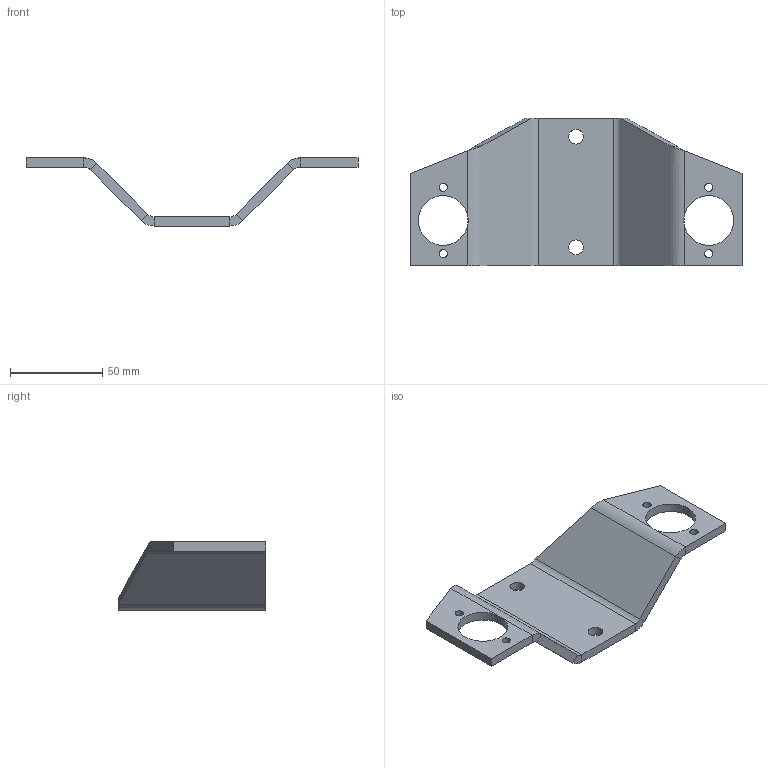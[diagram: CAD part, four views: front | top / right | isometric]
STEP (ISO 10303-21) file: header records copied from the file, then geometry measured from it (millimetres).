
FILE_DESCRIPTION(/* description */ (''),/* implementation_level */ '2;1');
FILE_NAME(/* name */ 'MSB-201 v3.step',/* time_stamp */ '2020-11-09T13:30:03+01:00',/* author */ (''),/* organization */ (''),/* preprocessor_version */ 'ST-DEVELOPER v18.1',/* originating_system */ 'Autodesk Translation Framework v9.3.0.1241',/* authorisation */ '');
FILE_SCHEMA (('AUTOMOTIVE_DESIGN { 1 0 10303 214 3 1 1 }'));
Length unit declared in the file: millimetre
Products named in the file (1): MSB-201
Bounding box: 179.96 x 80 x 36.98 mm (x, y, z)
Volume: 64077.3 mm3; surface area: 29621.9 mm2
Topology: 1 solids, 1 shells, 48 faces, 120 edges, 70 vertices
Faces by surface type: plane 28, cylinder 16, bspline 4
Full cylindrical faces by diameter (mm): 4.5 x4, 8 x2
Entity records: 1535 total; most frequent: CARTESIAN_POINT 349, ORIENTED_EDGE 240, DIRECTION 228, EDGE_CURVE 120, LINE 82, VECTOR 82, AXIS2_PLACEMENT_3D 73, VERTEX_POINT 70
